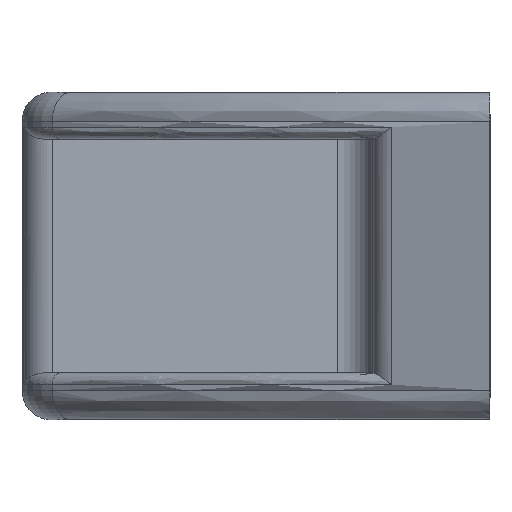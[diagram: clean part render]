
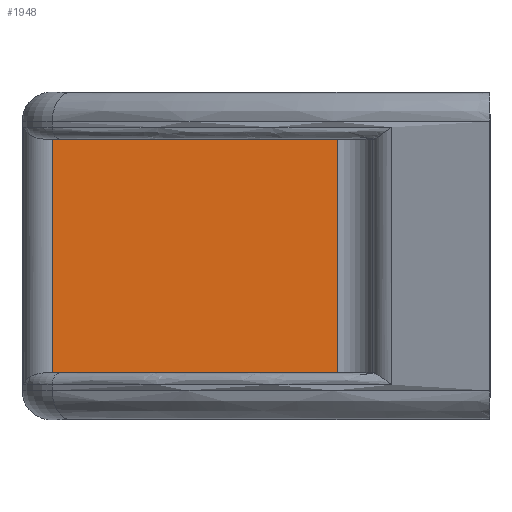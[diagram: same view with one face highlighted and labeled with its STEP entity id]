
A CAD part, left-side view. The second image highlights one B-rep face of the part: STEP entity #1948.
In plain terms, the highlighted planar face has unit normal (-1, 0, 0).
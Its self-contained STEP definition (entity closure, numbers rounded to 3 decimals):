
#57 = DIRECTION ( 'NONE',  ( -1., 0., 0. ) ) ;
#85 = ORIENTED_EDGE ( 'NONE', *, *, #2061, .T. ) ;
#490 = VECTOR ( 'NONE', #1000, 1000. ) ;
#591 = AXIS2_PLACEMENT_3D ( 'NONE', #1526, #57, #1112 ) ;
#652 = VECTOR ( 'NONE', #1032, 1000. ) ;
#678 = VECTOR ( 'NONE', #1164, 1000. ) ;
#716 = VERTEX_POINT ( 'NONE', #2193 ) ;
#871 = CARTESIAN_POINT ( 'NONE',  ( -47.5, 62.185, -10. ) ) ;
#872 = PLANE ( 'NONE',  #591 ) ;
#969 = CARTESIAN_POINT ( 'NONE',  ( -47.5, 13., 10. ) ) ;
#1000 = DIRECTION ( 'NONE',  ( 0., 1., 0. ) ) ;
#1032 = DIRECTION ( 'NONE',  ( 0., 0., -1. ) ) ;
#1033 = VERTEX_POINT ( 'NONE', #1455 ) ;
#1112 = DIRECTION ( 'NONE',  ( 0., -1., 0. ) ) ;
#1164 = DIRECTION ( 'NONE',  ( 0., 0., -1. ) ) ;
#1284 = EDGE_CURVE ( 'NONE', #1286, #716, #1555, .T. ) ;
#1286 = VERTEX_POINT ( 'NONE', #2557 ) ;
#1455 = CARTESIAN_POINT ( 'NONE',  ( -47.5, 13., 10. ) ) ;
#1463 = ORIENTED_EDGE ( 'NONE', *, *, #1745, .F. ) ;
#1526 = CARTESIAN_POINT ( 'NONE',  ( -47.5, 62.185, 10. ) ) ;
#1555 = LINE ( 'NONE', #871, #2473 ) ;
#1636 = LINE ( 'NONE', #1824, #652 ) ;
#1673 = LINE ( 'NONE', #2451, #490 ) ;
#1689 = LINE ( 'NONE', #969, #678 ) ;
#1717 = DIRECTION ( 'NONE',  ( 0., 1., 0. ) ) ;
#1745 = EDGE_CURVE ( 'NONE', #1033, #1286, #1689, .T. ) ;
#1824 = CARTESIAN_POINT ( 'NONE',  ( -47.5, 37.429, 10. ) ) ;
#1911 = ORIENTED_EDGE ( 'NONE', *, *, #2203, .T. ) ;
#1948 = ADVANCED_FACE ( 'NONE', ( #2258 ), #872, .T. ) ;
#1966 = VERTEX_POINT ( 'NONE', #2184 ) ;
#2061 = EDGE_CURVE ( 'NONE', #1966, #716, #1636, .T. ) ;
#2072 = EDGE_LOOP ( 'NONE', ( #1911, #85, #2278, #1463 ) ) ;
#2184 = CARTESIAN_POINT ( 'NONE',  ( -47.5, 37.429, 10. ) ) ;
#2193 = CARTESIAN_POINT ( 'NONE',  ( -47.5, 37.429, -10. ) ) ;
#2203 = EDGE_CURVE ( 'NONE', #1033, #1966, #1673, .T. ) ;
#2258 = FACE_OUTER_BOUND ( 'NONE', #2072, .T. ) ;
#2278 = ORIENTED_EDGE ( 'NONE', *, *, #1284, .F. ) ;
#2451 = CARTESIAN_POINT ( 'NONE',  ( -47.5, 62.185, 10. ) ) ;
#2473 = VECTOR ( 'NONE', #1717, 1000. ) ;
#2557 = CARTESIAN_POINT ( 'NONE',  ( -47.5, 13., -10. ) ) ;
